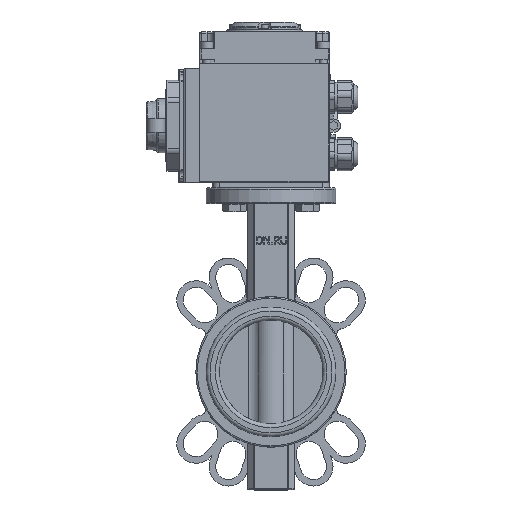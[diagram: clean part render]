
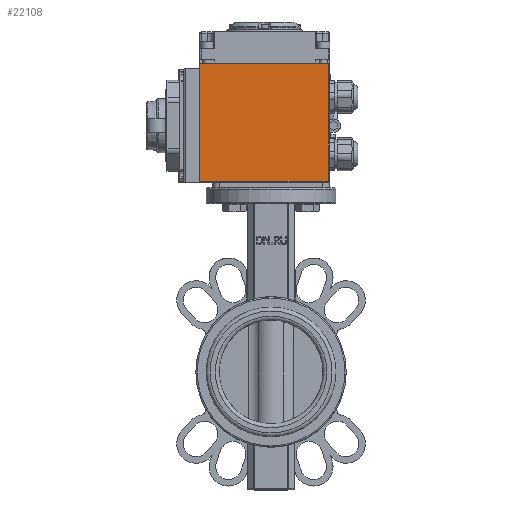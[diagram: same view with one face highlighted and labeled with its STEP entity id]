
A CAD part, top view. The second image highlights one B-rep face of the part: STEP entity #22108.
In plain terms, the highlighted face is planar.
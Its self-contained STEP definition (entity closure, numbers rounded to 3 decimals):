
#572=PLANE('',#23696);
#2126=LINE('',#32614,#4109);
#2127=LINE('',#32619,#4110);
#2129=LINE('',#32627,#4112);
#2141=LINE('',#32656,#4124);
#4109=VECTOR('',#26321,10.);
#4110=VECTOR('',#26326,10.);
#4112=VECTOR('',#26336,10.);
#4124=VECTOR('',#26356,10.);
#6215=FACE_OUTER_BOUND('',#7468,.T.);
#7468=EDGE_LOOP('',(#15856,#15857,#15858,#15859));
#9613=VERTEX_POINT('',#32607);
#9616=VERTEX_POINT('',#32612);
#9618=VERTEX_POINT('',#32617);
#9620=VERTEX_POINT('',#32626);
#11940=EDGE_CURVE('',#9616,#9613,#2126,.T.);
#11942=EDGE_CURVE('',#9618,#9616,#2127,.T.);
#11946=EDGE_CURVE('',#9613,#9620,#2129,.T.);
#11961=EDGE_CURVE('',#9620,#9618,#2141,.T.);
#15856=ORIENTED_EDGE('',*,*,#11940,.F.);
#15857=ORIENTED_EDGE('',*,*,#11942,.F.);
#15858=ORIENTED_EDGE('',*,*,#11961,.F.);
#15859=ORIENTED_EDGE('',*,*,#11946,.F.);
#22108=ADVANCED_FACE('',(#6215),#572,.T.);
#23696=AXIS2_PLACEMENT_3D('',#32655,#26354,#26355);
#26321=DIRECTION('',(0.,0.,-1.));
#26326=DIRECTION('',(0.,-1.,0.));
#26336=DIRECTION('',(0.,1.,0.));
#26354=DIRECTION('center_axis',(-1.,0.,0.));
#26355=DIRECTION('ref_axis',(0.,0.,1.));
#26356=DIRECTION('',(0.,0.,1.));
#32607=CARTESIAN_POINT('',(-105.5,-43.,-100.));
#32612=CARTESIAN_POINT('',(-105.5,-43.,-1.));
#32614=CARTESIAN_POINT('',(-105.5,-43.,-44.468));
#32617=CARTESIAN_POINT('',(-105.5,48.,-1.));
#32619=CARTESIAN_POINT('',(-105.5,48.2,-1.));
#32626=CARTESIAN_POINT('',(-105.5,48.,-100.));
#32627=CARTESIAN_POINT('',(-105.5,-44.,-100.));
#32655=CARTESIAN_POINT('Origin',(-105.5,48.2,-88.936));
#32656=CARTESIAN_POINT('',(-105.5,48.,-100.));
